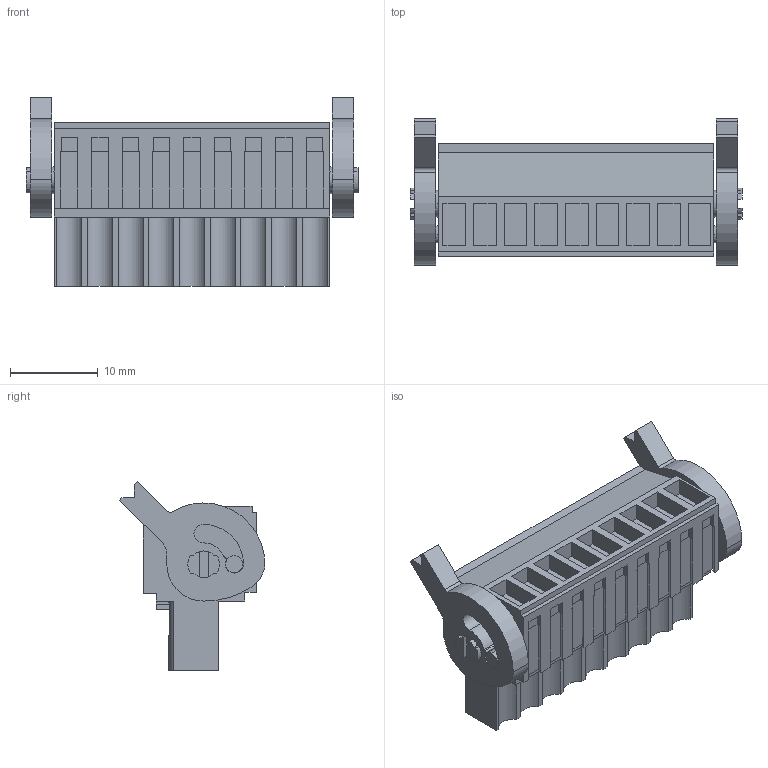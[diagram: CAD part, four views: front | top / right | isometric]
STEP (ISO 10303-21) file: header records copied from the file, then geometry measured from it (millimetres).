
FILE_DESCRIPTION(('CATIA V5 STEP Exchange','CAx-IF Rec.Pracs.--- Model Styling and Organization---1.2---2011-12-15'),'2;1');
FILE_NAME ('D1454451_0_1687720000_1687720000.stp','2017-04-25T12:22:52+00:00',('none'),('Weidmueller'),'CATIA Version 5-6 Release 2014','CATIA V5 STEP AP214','none');
FILE_SCHEMA(('AUTOMOTIVE_DESIGN { 1 0 10303 214 1 1 1 1 }'));
Length unit declared in the file: millimetre
Products named in the file (1): 1687720000
Bounding box: 37.9 x 16.66 x 21.53 mm (x, y, z)
Volume: 5195.9 mm3; surface area: 4584.4 mm2
Topology: 12 solids, 12 shells, 621 faces, 1733 edges, 1176 vertices
Faces by surface type: plane 529, cylinder 90, extrusion 2
Entity records: 18335 total; most frequent: ORIENTED_EDGE 3466, CARTESIAN_POINT 3304, DIRECTION 2443, EDGE_CURVE 1733, VECTOR 1447, LINE 1445, VERTEX_POINT 1176, EDGE_LOOP 669
